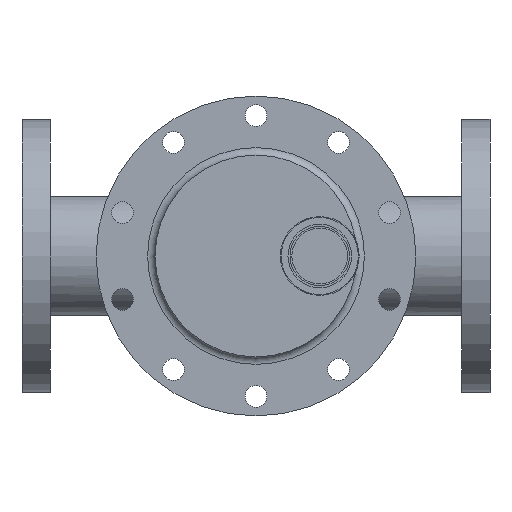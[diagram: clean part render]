
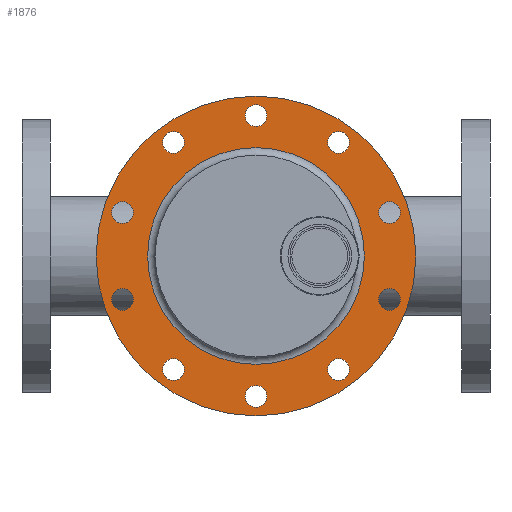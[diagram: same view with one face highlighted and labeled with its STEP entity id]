
A CAD part, left-side view. The second image highlights one B-rep face of the part: STEP entity #1876.
In plain terms, the highlighted planar face has unit normal (-1, 0, 0).
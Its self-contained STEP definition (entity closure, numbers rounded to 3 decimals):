
#115=FACE_BOUND('',#447,.T.);
#116=FACE_BOUND('',#448,.T.);
#117=FACE_BOUND('',#449,.T.);
#118=FACE_BOUND('',#450,.T.);
#119=FACE_BOUND('',#451,.T.);
#120=FACE_BOUND('',#452,.T.);
#121=FACE_BOUND('',#453,.T.);
#122=FACE_BOUND('',#454,.T.);
#123=FACE_BOUND('',#455,.T.);
#124=FACE_BOUND('',#456,.T.);
#125=FACE_BOUND('',#457,.T.);
#164=PLANE('',#2153);
#262=FACE_OUTER_BOUND('',#446,.T.);
#446=EDGE_LOOP('',(#1647));
#447=EDGE_LOOP('',(#1648));
#448=EDGE_LOOP('',(#1649));
#449=EDGE_LOOP('',(#1650));
#450=EDGE_LOOP('',(#1651));
#451=EDGE_LOOP('',(#1652));
#452=EDGE_LOOP('',(#1653));
#453=EDGE_LOOP('',(#1654));
#454=EDGE_LOOP('',(#1655));
#455=EDGE_LOOP('',(#1656));
#456=EDGE_LOOP('',(#1657));
#457=EDGE_LOOP('',(#1658));
#682=CIRCLE('',#1970,7.);
#686=CIRCLE('',#1976,7.);
#690=CIRCLE('',#1982,7.);
#694=CIRCLE('',#1988,7.);
#698=CIRCLE('',#1994,7.);
#702=CIRCLE('',#2000,7.);
#706=CIRCLE('',#2006,7.);
#710=CIRCLE('',#2012,7.);
#714=CIRCLE('',#2018,7.);
#718=CIRCLE('',#2024,7.);
#792=CIRCLE('',#2152,102.5);
#793=CIRCLE('',#2154,69.498);
#844=VERTEX_POINT('',#2904);
#848=VERTEX_POINT('',#2916);
#852=VERTEX_POINT('',#2928);
#856=VERTEX_POINT('',#2940);
#860=VERTEX_POINT('',#2952);
#864=VERTEX_POINT('',#2964);
#868=VERTEX_POINT('',#2976);
#872=VERTEX_POINT('',#2988);
#876=VERTEX_POINT('',#3000);
#880=VERTEX_POINT('',#3012);
#959=VERTEX_POINT('',#3527);
#960=VERTEX_POINT('',#3531);
#1029=EDGE_CURVE('',#844,#844,#682,.T.);
#1035=EDGE_CURVE('',#848,#848,#686,.T.);
#1041=EDGE_CURVE('',#852,#852,#690,.T.);
#1047=EDGE_CURVE('',#856,#856,#694,.T.);
#1053=EDGE_CURVE('',#860,#860,#698,.T.);
#1059=EDGE_CURVE('',#864,#864,#702,.T.);
#1065=EDGE_CURVE('',#868,#868,#706,.T.);
#1071=EDGE_CURVE('',#872,#872,#710,.T.);
#1077=EDGE_CURVE('',#876,#876,#714,.T.);
#1083=EDGE_CURVE('',#880,#880,#718,.T.);
#1200=EDGE_CURVE('',#959,#959,#792,.T.);
#1202=EDGE_CURVE('',#960,#960,#793,.T.);
#1647=ORIENTED_EDGE('',*,*,#1200,.T.);
#1648=ORIENTED_EDGE('',*,*,#1029,.T.);
#1649=ORIENTED_EDGE('',*,*,#1035,.T.);
#1650=ORIENTED_EDGE('',*,*,#1041,.T.);
#1651=ORIENTED_EDGE('',*,*,#1047,.T.);
#1652=ORIENTED_EDGE('',*,*,#1053,.T.);
#1653=ORIENTED_EDGE('',*,*,#1059,.T.);
#1654=ORIENTED_EDGE('',*,*,#1065,.T.);
#1655=ORIENTED_EDGE('',*,*,#1071,.T.);
#1656=ORIENTED_EDGE('',*,*,#1077,.T.);
#1657=ORIENTED_EDGE('',*,*,#1083,.T.);
#1658=ORIENTED_EDGE('',*,*,#1202,.F.);
#1876=ADVANCED_FACE('',(#262,#115,#116,#117,#118,#119,#120,#121,#122,#123,
#124,#125),#164,.T.);
#1970=AXIS2_PLACEMENT_3D('',#2905,#2318,#2319);
#1976=AXIS2_PLACEMENT_3D('',#2917,#2332,#2333);
#1982=AXIS2_PLACEMENT_3D('',#2929,#2346,#2347);
#1988=AXIS2_PLACEMENT_3D('',#2941,#2360,#2361);
#1994=AXIS2_PLACEMENT_3D('',#2953,#2374,#2375);
#2000=AXIS2_PLACEMENT_3D('',#2965,#2388,#2389);
#2006=AXIS2_PLACEMENT_3D('',#2977,#2402,#2403);
#2012=AXIS2_PLACEMENT_3D('',#2989,#2416,#2417);
#2018=AXIS2_PLACEMENT_3D('',#3001,#2430,#2431);
#2024=AXIS2_PLACEMENT_3D('',#3013,#2444,#2445);
#2152=AXIS2_PLACEMENT_3D('',#3528,#2734,#2735);
#2153=AXIS2_PLACEMENT_3D('',#3530,#2737,#2738);
#2154=AXIS2_PLACEMENT_3D('',#3532,#2739,#2740);
#2318=DIRECTION('center_axis',(1.,0.,0.));
#2319=DIRECTION('ref_axis',(0.,0.,1.));
#2332=DIRECTION('center_axis',(1.,0.,0.));
#2333=DIRECTION('ref_axis',(0.,0.,1.));
#2346=DIRECTION('center_axis',(1.,0.,0.));
#2347=DIRECTION('ref_axis',(0.,0.,1.));
#2360=DIRECTION('center_axis',(1.,0.,0.));
#2361=DIRECTION('ref_axis',(0.,0.,1.));
#2374=DIRECTION('center_axis',(1.,0.,0.));
#2375=DIRECTION('ref_axis',(0.,0.,1.));
#2388=DIRECTION('center_axis',(1.,0.,0.));
#2389=DIRECTION('ref_axis',(0.,0.,1.));
#2402=DIRECTION('center_axis',(1.,0.,0.));
#2403=DIRECTION('ref_axis',(0.,0.,1.));
#2416=DIRECTION('center_axis',(1.,0.,0.));
#2417=DIRECTION('ref_axis',(0.,0.,1.));
#2430=DIRECTION('center_axis',(1.,0.,0.));
#2431=DIRECTION('ref_axis',(0.,0.,1.));
#2444=DIRECTION('center_axis',(1.,0.,0.));
#2445=DIRECTION('ref_axis',(0.,0.,1.));
#2734=DIRECTION('center_axis',(-1.,0.,0.));
#2735=DIRECTION('ref_axis',(0.,0.,1.));
#2737=DIRECTION('center_axis',(-1.,0.,0.));
#2738=DIRECTION('ref_axis',(0.,0.,1.));
#2739=DIRECTION('center_axis',(-1.,0.,0.));
#2740=DIRECTION('ref_axis',(0.,0.,1.));
#2904=CARTESIAN_POINT('',(-1022.,-85.595,-34.812));
#2905=CARTESIAN_POINT('Origin',(-1022.,-85.595,-27.812));
#2916=CARTESIAN_POINT('',(-1022.,-52.901,65.812));
#2917=CARTESIAN_POINT('Origin',(-1022.,-52.901,72.812));
#2928=CARTESIAN_POINT('',(-1022.,0.,-97.));
#2929=CARTESIAN_POINT('Origin',(-1022.,0.,-90.));
#2940=CARTESIAN_POINT('',(-1022.,52.901,65.812));
#2941=CARTESIAN_POINT('Origin',(-1022.,52.901,72.812));
#2952=CARTESIAN_POINT('',(-1022.,85.595,20.812));
#2953=CARTESIAN_POINT('Origin',(-1022.,85.595,27.812));
#2964=CARTESIAN_POINT('',(-1022.,-52.901,-79.812));
#2965=CARTESIAN_POINT('Origin',(-1022.,-52.901,-72.812));
#2976=CARTESIAN_POINT('',(-1022.,-85.595,20.812));
#2977=CARTESIAN_POINT('Origin',(-1022.,-85.595,27.812));
#2988=CARTESIAN_POINT('',(-1022.,52.901,-79.812));
#2989=CARTESIAN_POINT('Origin',(-1022.,52.901,-72.812));
#3000=CARTESIAN_POINT('',(-1022.,0.,83.));
#3001=CARTESIAN_POINT('Origin',(-1022.,0.,90.));
#3012=CARTESIAN_POINT('',(-1022.,85.595,-34.812));
#3013=CARTESIAN_POINT('Origin',(-1022.,85.595,-27.812));
#3527=CARTESIAN_POINT('',(-1022.,-102.5,0.));
#3528=CARTESIAN_POINT('Origin',(-1022.,0.,0.));
#3530=CARTESIAN_POINT('Origin',(-1022.,69.498,0.));
#3531=CARTESIAN_POINT('',(-1022.,0.,-69.498));
#3532=CARTESIAN_POINT('Origin',(-1022.,0.,0.));
